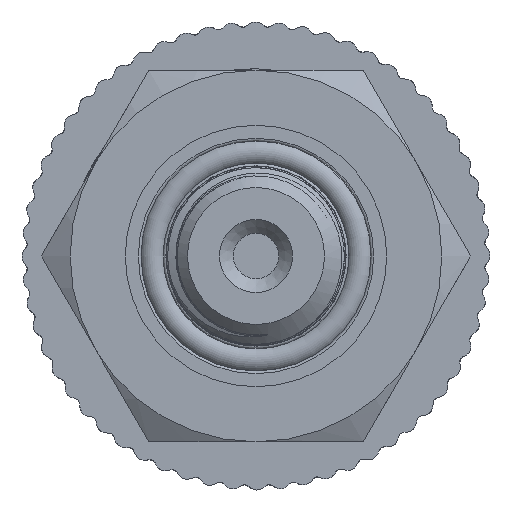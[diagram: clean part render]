
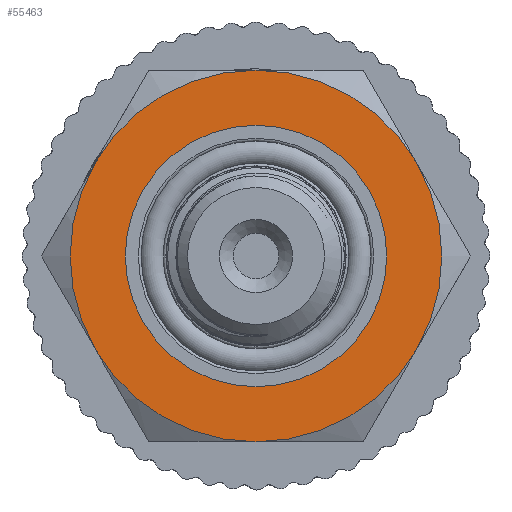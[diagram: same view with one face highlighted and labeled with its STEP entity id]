
A CAD part, left-side view. The second image highlights one B-rep face of the part: STEP entity #55463.
In plain terms, the highlighted conical face has half-angle 89.979 degrees and reference radius 11 mm.
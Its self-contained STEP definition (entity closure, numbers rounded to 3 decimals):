
#7635=CONICAL_SURFACE('',#58849,11.,1.57);
#8213=FACE_OUTER_BOUND('',#11737,.T.);
#11737=EDGE_LOOP('',(#38348,#38349,#38350,#38351));
#15397=CIRCLE('',#58850,13.5);
#15398=CIRCLE('',#58851,9.5);
#17570=LINE('',#91625,#19999);
#19999=VECTOR('',#66942,11.);
#22697=VERTEX_POINT('',#91622);
#22698=VERTEX_POINT('',#91624);
#28762=EDGE_CURVE('',#22697,#22697,#15397,.T.);
#28763=EDGE_CURVE('',#22697,#22698,#17570,.T.);
#28764=EDGE_CURVE('',#22698,#22698,#15398,.T.);
#38348=ORIENTED_EDGE('',*,*,#28762,.F.);
#38349=ORIENTED_EDGE('',*,*,#28763,.T.);
#38350=ORIENTED_EDGE('',*,*,#28764,.T.);
#38351=ORIENTED_EDGE('',*,*,#28763,.F.);
#55463=ADVANCED_FACE('',(#8213),#7635,.T.);
#58849=AXIS2_PLACEMENT_3D('',#91621,#66938,#66939);
#58850=AXIS2_PLACEMENT_3D('',#91623,#66940,#66941);
#58851=AXIS2_PLACEMENT_3D('',#91626,#66943,#66944);
#66938=DIRECTION('center_axis',(1.,0.,0.));
#66939=DIRECTION('ref_axis',(0.,1.,0.));
#66940=DIRECTION('center_axis',(1.,0.,0.));
#66941=DIRECTION('ref_axis',(0.,1.,0.));
#66942=DIRECTION('',(0.,1.,0.));
#66943=DIRECTION('center_axis',(1.,0.,0.));
#66944=DIRECTION('ref_axis',(0.,0.,-1.));
#91621=CARTESIAN_POINT('Origin',(-46.999,0.,0.));
#91622=CARTESIAN_POINT('',(-46.999,-13.5,0.));
#91623=CARTESIAN_POINT('Origin',(-46.999,0.,
0.));
#91624=CARTESIAN_POINT('',(-47.,-9.5,0.));
#91625=CARTESIAN_POINT('',(-46.999,-11.,0.));
#91626=CARTESIAN_POINT('Origin',(-47.,0.,0.));
